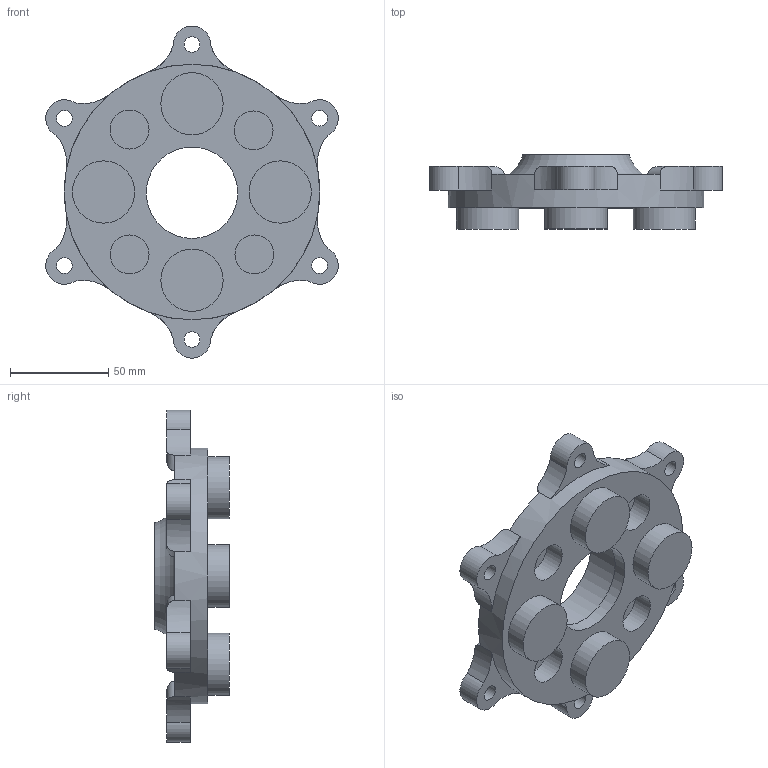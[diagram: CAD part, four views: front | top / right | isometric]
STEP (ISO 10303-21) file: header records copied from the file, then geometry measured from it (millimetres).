
FILE_DESCRIPTION(/* description */ (''),/* implementation_level */ '2;1');
FILE_NAME(/* name */ 'couronne ktm.stp',/* time_stamp */ '2020-11-23T18:09:36+01:00',/* author */ ('liegu'),/* organization */ (''),/* preprocessor_version */ 'ST-DEVELOPER v18',/* originating_system */ 'Autodesk Inventor 2020',/* authorisation */ '');
FILE_SCHEMA (('AUTOMOTIVE_DESIGN { 1 0 10303 214 3 1 1 }'));
Length unit declared in the file: millimetre
Products named in the file (1): couronne ktm
Bounding box: 148.85 x 37.8 x 168.93 mm (x, y, z)
Volume: 236390.2 mm3; surface area: 52513.2 mm2
Topology: 1 solids, 1 shells, 82 faces, 223 edges, 153 vertices
Faces by surface type: cylinder 48, plane 25, torus 7, bspline 2
Full cylindrical faces by diameter (mm): 8 x6, 19.8 x4, 31.7 x4, 46.5 x1, 52 x1, 130 x1
Entity records: 3583 total; most frequent: CARTESIAN_POINT 1284, DIRECTION 473, ORIENTED_EDGE 446, EDGE_CURVE 223, AXIS2_PLACEMENT_3D 204, VERTEX_POINT 153, CIRCLE 123, EDGE_LOOP 106
